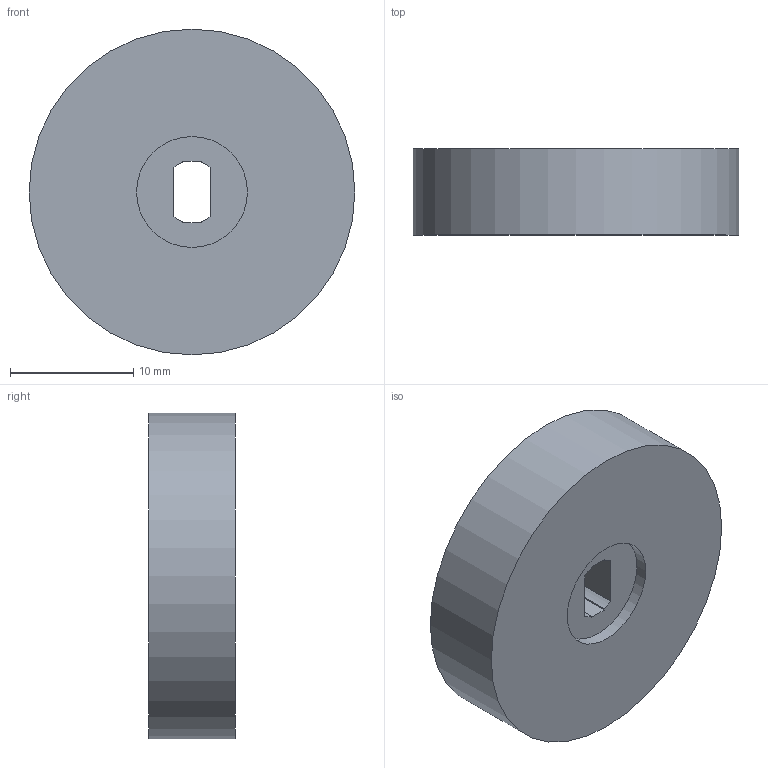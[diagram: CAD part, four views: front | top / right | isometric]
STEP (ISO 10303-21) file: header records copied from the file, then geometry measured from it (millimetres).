
FILE_DESCRIPTION(/* description */ ('Unknown'),/* implementation_level */ '2;1');
FILE_NAME(/* name */ 'DirectDriverTable2_Cutdown',/* time_stamp */ '2023-04-18T13:45:29+01:00',/* author */ ('Unknown'),/* organization */ ('Unknown'),/* preprocessor_version */ 'ST-DEVELOPER v18.102',/* originating_system */ 'Solid Edge',/* authorisation */ 'Unknown');
FILE_SCHEMA (('AUTOMOTIVE_DESIGN {1 0 10303 214 3 1 1}'));
Length unit declared in the file: millimetre
Products named in the file (1): DirectDriverTable2_Cutdown
Bounding box: 26.45 x 7 x 26.45 mm (x, y, z)
Volume: 3696.5 mm3; surface area: 1769.2 mm2
Topology: 1 solids, 1 shells, 19 faces, 48 edges, 33 vertices
Faces by surface type: plane 12, cylinder 7
Full cylindrical faces by diameter (mm): 9 x2, 26.446 x1
Entity records: 572 total; most frequent: DIRECTION 96, CARTESIAN_POINT 92, ORIENTED_EDGE 84, EDGE_CURVE 42, AXIS2_PLACEMENT_3D 34, VERTEX_POINT 30, LINE 28, VECTOR 28
